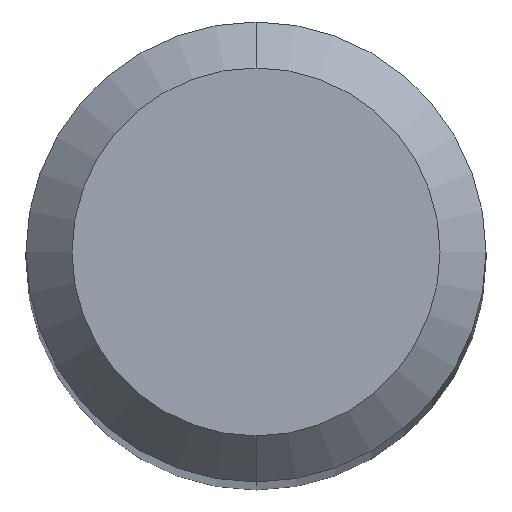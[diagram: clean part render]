
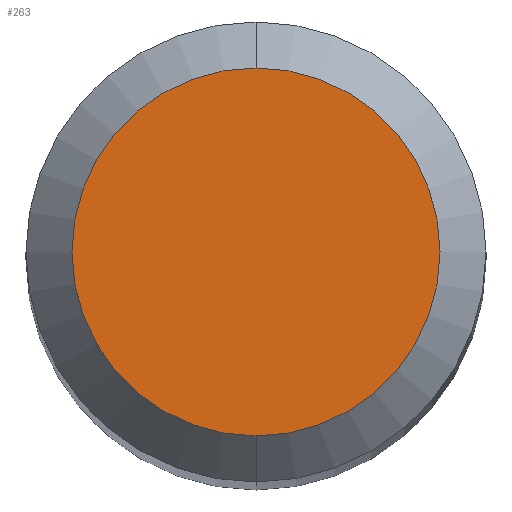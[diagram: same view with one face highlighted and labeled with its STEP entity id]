
A CAD part, top view. The second image highlights one B-rep face of the part: STEP entity #263.
In plain terms, the highlighted planar face has unit normal (0, 0, 1).
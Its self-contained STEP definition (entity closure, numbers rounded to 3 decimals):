
#253=EDGE_CURVE('',#371,#373,#569,.T.);
#263=ADVANCED_FACE('',(#579),#580,.T.);
#273=EDGE_CURVE('',#373,#371,#591,.T.);
#371=VERTEX_POINT('',#699);
#373=VERTEX_POINT('',#701);
#569=CIRCLE('',#978,1.2);
#579=FACE_OUTER_BOUND('',#995,.T.);
#580=PLANE('',#996);
#591=CIRCLE('',#1010,1.2);
#699=CARTESIAN_POINT('',(0.0,1.2,0.0));
#701=CARTESIAN_POINT('',(0.,-1.2,0.0));
#978=AXIS2_PLACEMENT_3D('',#1574,#1575,#1576);
#995=EDGE_LOOP('',(#1584,#1585));
#996=AXIS2_PLACEMENT_3D('',#1586,#1587,#1588);
#1010=AXIS2_PLACEMENT_3D('',#1599,#1600,#1601);
#1574=CARTESIAN_POINT('',(0.0,0.0,0.0));
#1575=DIRECTION('',(0.0,0.0,-1.0));
#1576=DIRECTION('',(0.0,1.0,0.0));
#1584=ORIENTED_EDGE('',*,*,#253,.F.);
#1585=ORIENTED_EDGE('',*,*,#273,.F.);
#1586=CARTESIAN_POINT('',(0.0,0.6,0.0));
#1587=DIRECTION('',(-0.0,0.0,1.0));
#1588=DIRECTION('',(0.0,-1.0,0.0));
#1599=CARTESIAN_POINT('',(0.0,0.0,0.0));
#1600=DIRECTION('',(0.0,0.0,-1.0));
#1601=DIRECTION('',(0.0,1.0,0.0));
